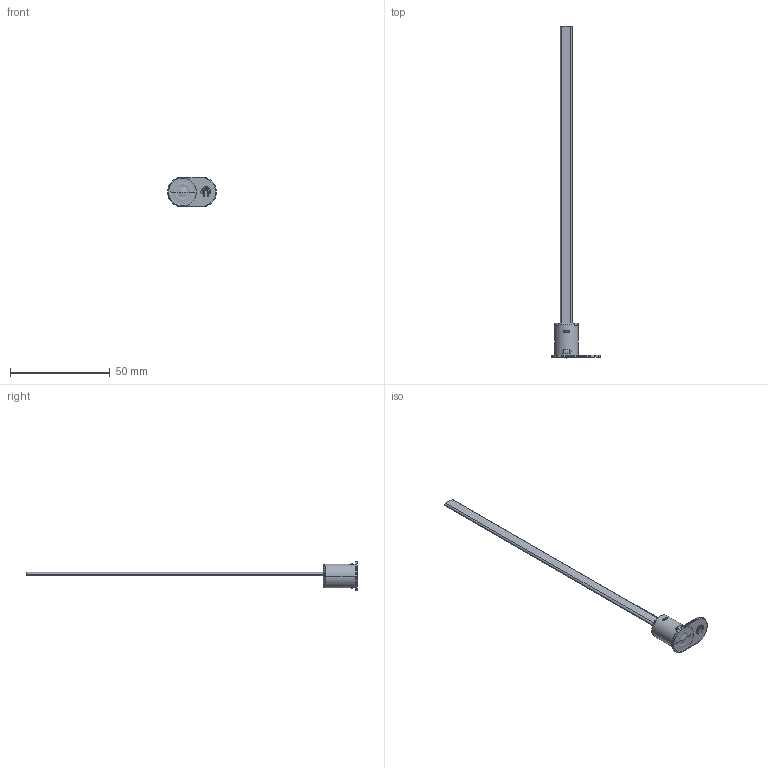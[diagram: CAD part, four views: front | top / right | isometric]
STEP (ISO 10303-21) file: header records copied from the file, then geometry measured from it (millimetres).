
FILE_DESCRIPTION((''),'2;1');
FILE_NAME('00-ALL-CM-202212_22_ASM','2026-01-17T16:39:00',('admin'),(''),'CREO PARAMETRIC BY PTC INC, 2020053','CREO PARAMETRIC BY PTC INC, 2020053','');
FILE_SCHEMA(('AUTOMOTIVE_DESIGN { 1 0 10303 214 1 1 1 1 }'));
Length unit declared in the file: millimetre
Products named in the file (9): _0001_102; 00_ASM_720_ASM; _0002_62_25; ZX_3; WIRE_1; 00_ASM_ASM_65_ASM; 00_0626ASM_ASM_ASM; HK; 00-ALL-CM-202212_22_ASM
Assembly tree (8 placements, depth 4):
  00-ALL-CM-202212_22_ASM
    00_ASM_720_ASM
      _0001_102
    00_0626ASM_ASM_ASM
      00_ASM_ASM_65_ASM
        _0002_62_25
        ZX_3
        WIRE_1
    HK
Bounding box: 24.5 x 166.21 x 15 mm (x, y, z)
Volume: 2557.2 mm3; surface area: 4700.3 mm2
Topology: 5 solids, 5 shells, 227 faces, 614 edges, 413 vertices
Faces by surface type: plane 143, cylinder 46, cone 16, torus 8, extrusion 6, bspline 6, revolution 2
Entity records: 11322 total; most frequent: CARTESIAN_POINT 3476, ORIENTED_EDGE 1224, DIRECTION 1186, EDGE_CURVE 612, PRESENTATION_STYLE_ASSIGNMENT 461, STYLED_ITEM 449, CURVE_STYLE 446, VERTEX_POINT 413
